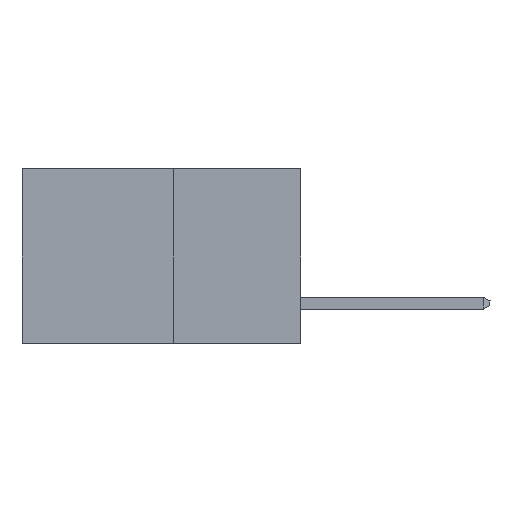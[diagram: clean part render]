
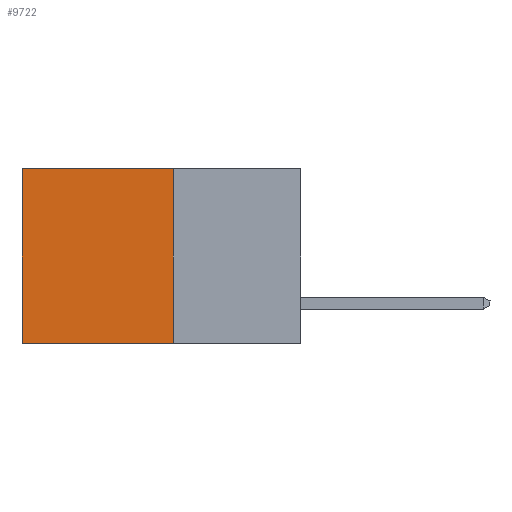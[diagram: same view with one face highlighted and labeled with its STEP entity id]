
A CAD part, left-side view. The second image highlights one B-rep face of the part: STEP entity #9722.
In plain terms, the highlighted planar face has unit normal (-1, 0, 0).
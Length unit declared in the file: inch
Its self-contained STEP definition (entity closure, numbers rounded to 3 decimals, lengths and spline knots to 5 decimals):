
#140 = EDGE_CURVE ( 'NONE', #13693, #9741, #1857, .T. ) ;
#881 = DIRECTION ( 'NONE',  ( 0., 0., -1. ) ) ;
#914 = LINE ( 'NONE', #10237, #10281 ) ;
#1181 = LINE ( 'NONE', #9328, #1597 ) ;
#1459 = VECTOR ( 'NONE', #8859, 39.37008 ) ;
#1597 = VECTOR ( 'NONE', #5847, 39.37008 ) ;
#1857 = LINE ( 'NONE', #6917, #1459 ) ;
#2110 = EDGE_CURVE ( 'NONE', #9741, #6992, #1181, .T. ) ;
#2164 = ORIENTED_EDGE ( 'NONE', *, *, #2110, .F. ) ;
#3173 = EDGE_LOOP ( 'NONE', ( #5101, #2164, #12688, #3465 ) ) ;
#3465 = ORIENTED_EDGE ( 'NONE', *, *, #14467, .T. ) ;
#4060 = EDGE_CURVE ( 'NONE', #13442, #6992, #914, .T. ) ;
#4449 = CARTESIAN_POINT ( 'NONE',  ( 0.277, 0.27, -0.37 ) ) ;
#4887 = DIRECTION ( 'NONE',  ( 0., 0., -1. ) ) ;
#4906 = DIRECTION ( 'NONE',  ( 1., 0., 0. ) ) ;
#4936 = CARTESIAN_POINT ( 'NONE',  ( 0.277, 0.27, -0.37 ) ) ;
#5081 = PLANE ( 'NONE',  #8311 ) ;
#5101 = ORIENTED_EDGE ( 'NONE', *, *, #4060, .T. ) ;
#5847 = DIRECTION ( 'NONE',  ( 0., 1., 0. ) ) ;
#6664 = VECTOR ( 'NONE', #10643, 39.37008 ) ;
#6917 = CARTESIAN_POINT ( 'NONE',  ( 0.277, 0.27, -0.37 ) ) ;
#6992 = VERTEX_POINT ( 'NONE', #11916 ) ;
#8311 = AXIS2_PLACEMENT_3D ( 'NONE', #4936, #4906, #4887 ) ;
#8859 = DIRECTION ( 'NONE',  ( 0., 0., -1. ) ) ;
#9328 = CARTESIAN_POINT ( 'NONE',  ( 0.277, 0.27, -0.37 ) ) ;
#9722 = ADVANCED_FACE ( 'NONE', ( #11068 ), #5081, .F. ) ;
#9741 = VERTEX_POINT ( 'NONE', #4449 ) ;
#10060 = LINE ( 'NONE', #15668, #6664 ) ;
#10237 = CARTESIAN_POINT ( 'NONE',  ( 0.277, 0.59, -0.37 ) ) ;
#10281 = VECTOR ( 'NONE', #881, 39.37008 ) ;
#10643 = DIRECTION ( 'NONE',  ( 0., 1., 0. ) ) ;
#11068 = FACE_OUTER_BOUND ( 'NONE', #3173, .T. ) ;
#11149 = CARTESIAN_POINT ( 'NONE',  ( 0.277, 0.59, 0. ) ) ;
#11916 = CARTESIAN_POINT ( 'NONE',  ( 0.277, 0.59, -0.37 ) ) ;
#12688 = ORIENTED_EDGE ( 'NONE', *, *, #140, .F. ) ;
#12943 = CARTESIAN_POINT ( 'NONE',  ( 0.277, 0.27, 0. ) ) ;
#13442 = VERTEX_POINT ( 'NONE', #11149 ) ;
#13693 = VERTEX_POINT ( 'NONE', #12943 ) ;
#14467 = EDGE_CURVE ( 'NONE', #13693, #13442, #10060, .T. ) ;
#15668 = CARTESIAN_POINT ( 'NONE',  ( 0.277, 0.27, 0. ) ) ;
